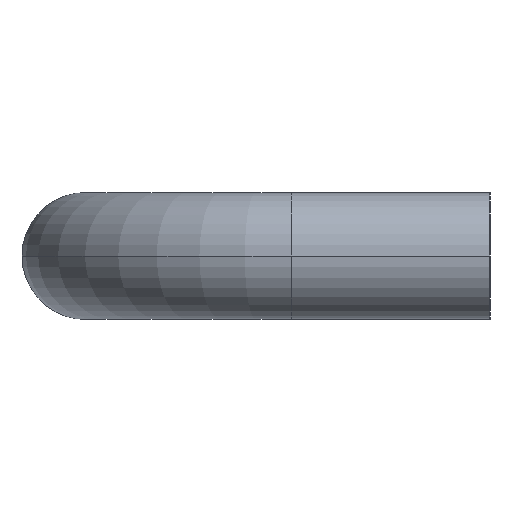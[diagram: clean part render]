
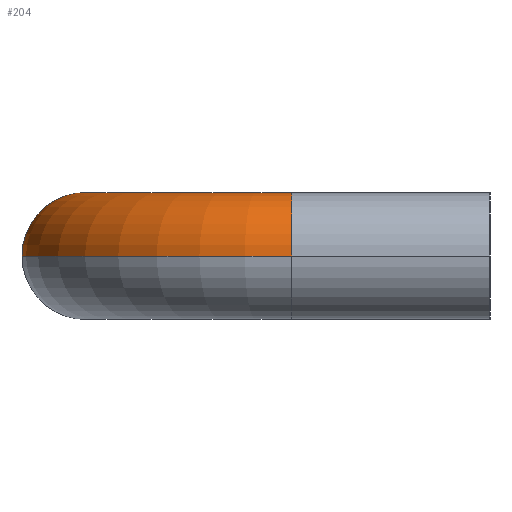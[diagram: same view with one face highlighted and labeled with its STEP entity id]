
A CAD part, left-side view. The second image highlights one B-rep face of the part: STEP entity #204.
In plain terms, the highlighted toroidal (fillet/blend) face has major radius 26 mm and minor radius 8 mm.
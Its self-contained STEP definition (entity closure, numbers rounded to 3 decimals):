
#180=EDGE_CURVE('',#198,#348,#490,.T.);
#198=VERTEX_POINT('',#511);
#204=ADVANCED_FACE('',(#517),#518,.T.);
#226=EDGE_CURVE('',#348,#438,#542,.T.);
#240=EDGE_CURVE('',#360,#408,#557,.T.);
#244=EDGE_CURVE('',#360,#438,#561,.T.);
#334=EDGE_CURVE('',#198,#408,#665,.T.);
#348=VERTEX_POINT('',#683);
#360=VERTEX_POINT('',#695);
#408=VERTEX_POINT('',#749);
#438=VERTEX_POINT('',#783);
#490=CIRCLE('',#831,8.0);
#511=CARTESIAN_POINT('',(26.0,43.0,0.));
#517=FACE_OUTER_BOUND('',#865,.T.);
#518=TOROIDAL_SURFACE('',#866,26.0,8.0);
#542=CIRCLE('',#901,8.0);
#557=CIRCLE('',#922,8.0);
#561=CIRCLE('',#927,34.0);
#665=CIRCLE('',#1058,18.0);
#683=CARTESIAN_POINT('',(26.0,51.0,8.0));
#695=CARTESIAN_POINT('',(-8.0,25.0,0.));
#749=CARTESIAN_POINT('',(8.0,25.0,0.0));
#783=CARTESIAN_POINT('',(26.0,59.0,0.));
#831=AXIS2_PLACEMENT_3D('',#1254,#1255,#1256);
#865=EDGE_LOOP('',(#1294,#1295,#1296,#1297,#1298));
#866=AXIS2_PLACEMENT_3D('',#1299,#1300,#1301);
#901=AXIS2_PLACEMENT_3D('',#1330,#1331,#1332);
#922=AXIS2_PLACEMENT_3D('',#1346,#1347,#1348);
#927=AXIS2_PLACEMENT_3D('',#1349,#1350,#1351);
#1058=AXIS2_PLACEMENT_3D('',#1507,#1508,#1509);
#1254=CARTESIAN_POINT('',(26.0,51.0,0.));
#1255=DIRECTION('',(-1.0,0.0,0.));
#1256=DIRECTION('',(0.0,1.0,0.0));
#1294=ORIENTED_EDGE('',*,*,#244,.F.);
#1295=ORIENTED_EDGE('',*,*,#240,.T.);
#1296=ORIENTED_EDGE('',*,*,#334,.F.);
#1297=ORIENTED_EDGE('',*,*,#180,.T.);
#1298=ORIENTED_EDGE('',*,*,#226,.T.);
#1299=CARTESIAN_POINT('',(26.0,25.0,0.));
#1300=DIRECTION('',(0.,0.0,-1.0));
#1301=DIRECTION('',(-1.0,0.0,0.));
#1330=CARTESIAN_POINT('',(26.0,51.0,0.));
#1331=DIRECTION('',(-1.0,0.0,0.));
#1332=DIRECTION('',(0.0,1.0,0.0));
#1346=CARTESIAN_POINT('',(0.0,25.0,0.0));
#1347=DIRECTION('',(-0.0,1.0,0.0));
#1348=DIRECTION('',(1.0,0.0,0.0));
#1349=CARTESIAN_POINT('',(26.0,25.0,0.));
#1350=DIRECTION('',(0.,0.0,-1.0));
#1351=DIRECTION('',(-1.0,0.0,0.));
#1507=CARTESIAN_POINT('',(26.0,25.0,0.));
#1508=DIRECTION('',(0.,-0.0,1.0));
#1509=DIRECTION('',(-1.0,0.0,0.));
